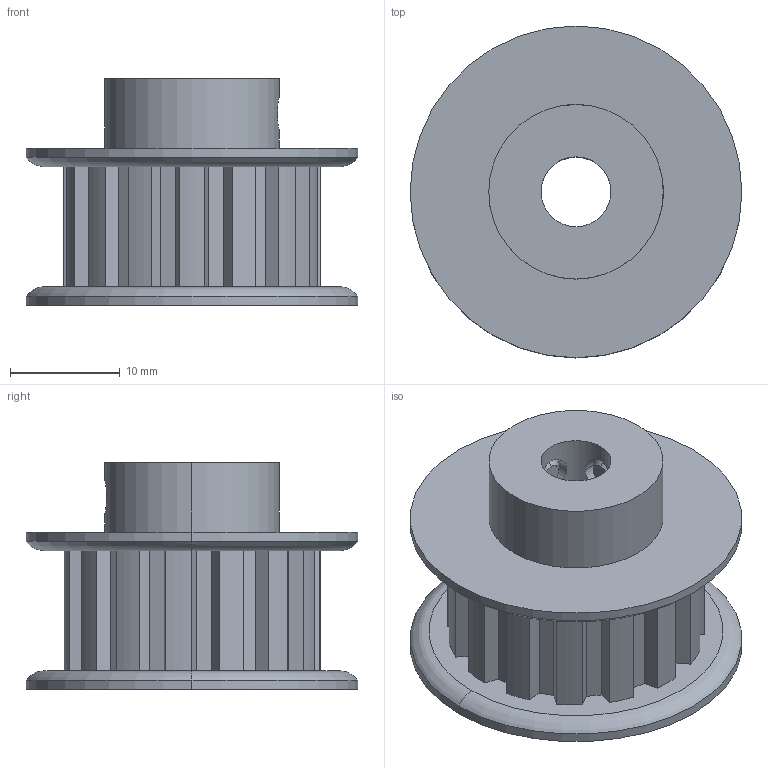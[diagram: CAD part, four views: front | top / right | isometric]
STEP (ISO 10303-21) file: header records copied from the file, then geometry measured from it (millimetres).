
FILE_DESCRIPTION (( 'STEP AP203' ), '1' );
FILE_NAME ('1277N45.step', '2016-09-29T18:43:12', ( 'Admin' ), ( 'McMaster-Carr Supply Co' ), 'SwSTEP 2.0', 'SolidWorks 2010', '' );
FILE_SCHEMA (( 'CONFIG_CONTROL_DESIGN' ));
Length unit declared in the file: inch
Products named in the file (1): 1277N45
Bounding box: 30.18 x 30.18 x 20.62 mm (x, y, z)
Volume: 7178.6 mm3; surface area: 4072.2 mm2
Topology: 1 solids, 1 shells, 111 faces, 298 edges, 196 vertices
Faces by surface type: plane 68, cylinder 31, cone 8, torus 4
Entity records: 3729 total; most frequent: CARTESIAN_POINT 814, ORIENTED_EDGE 596, DIRECTION 584, EDGE_CURVE 298, LINE 212, VECTOR 212, VERTEX_POINT 196, AXIS2_PLACEMENT_3D 186
